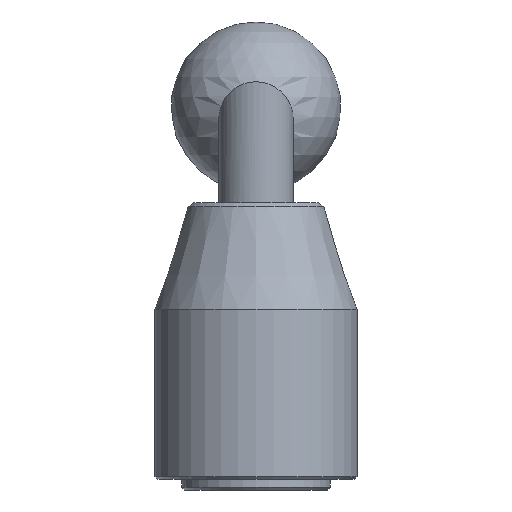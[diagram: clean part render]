
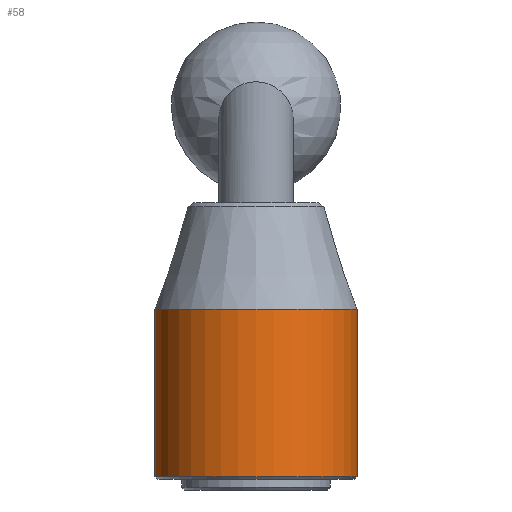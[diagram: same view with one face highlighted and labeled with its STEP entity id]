
A CAD part, left-side view. The second image highlights one B-rep face of the part: STEP entity #58.
In plain terms, the highlighted cylindrical face has radius 19 mm (diameter 38 mm), a full revolution.
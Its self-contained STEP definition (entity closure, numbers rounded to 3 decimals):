
#58 = ADVANCED_FACE( '', ( #120, #121 ), #122, .T. );
#120 = FACE_OUTER_BOUND( '', #181, .T. );
#121 = FACE_OUTER_BOUND( '', #182, .T. );
#122 = CYLINDRICAL_SURFACE( '', #183, 19. );
#181 = EDGE_LOOP( '', ( #256 ) );
#182 = EDGE_LOOP( '', ( #257 ) );
#183 = AXIS2_PLACEMENT_3D( '', #258, #259, #260 );
#256 = ORIENTED_EDGE( '', *, *, #284, .T. );
#257 = ORIENTED_EDGE( '', *, *, #303, .F. );
#258 = CARTESIAN_POINT( '', ( 0., 0., 57.15 ) );
#259 = DIRECTION( '', ( 0., 0., -1. ) );
#260 = DIRECTION( '', ( 1., 0., 0. ) );
#284 = EDGE_CURVE( '', #313, #313, #314, .T. );
#303 = EDGE_CURVE( '', #342, #342, #343, .T. );
#313 = VERTEX_POINT( '', #353 );
#314 = CIRCLE( '', #354, 19. );
#342 = VERTEX_POINT( '', #557 );
#343 = CIRCLE( '', #558, 19. );
#353 = CARTESIAN_POINT( '', ( 19., 0., 2.5 ) );
#354 = AXIS2_PLACEMENT_3D( '', #568, #569, #570 );
#557 = CARTESIAN_POINT( '', ( 19., 0., 34. ) );
#558 = AXIS2_PLACEMENT_3D( '', #592, #593, #594 );
#568 = CARTESIAN_POINT( '', ( 0., 0., 2.5 ) );
#569 = DIRECTION( '', ( 0., 0., 1. ) );
#570 = DIRECTION( '', ( 1., 0., 0. ) );
#592 = CARTESIAN_POINT( '', ( 0., 0., 34. ) );
#593 = DIRECTION( '', ( 0., 0., 1. ) );
#594 = DIRECTION( '', ( 1., 0., 0. ) );
